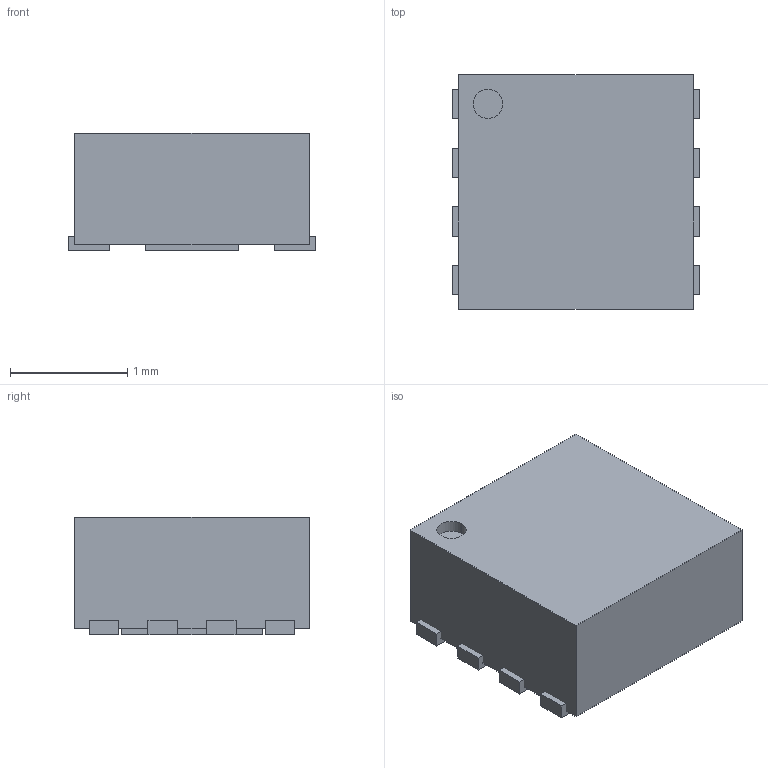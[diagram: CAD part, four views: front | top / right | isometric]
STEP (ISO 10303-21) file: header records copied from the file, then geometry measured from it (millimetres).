
FILE_DESCRIPTION (( 'STEP AP214' ), '1' );
FILE_NAME ('DFN-8 2x2mm.STEP', '2023-08-22T17:46:27', ( '' ), ( '' ), 'SwSTEP 2.0', 'SolidWorks 2021', '' );
FILE_SCHEMA (( 'AUTOMOTIVE_DESIGN' ));
Length unit declared in the file: millimetre
Products named in the file (1): DFN-8 2x2mm
Bounding box: 2.1 x 2 x 1 mm (x, y, z)
Volume: 4 mm3; surface area: 20.7 mm2
Topology: 10 solids, 10 shells, 63 faces, 126 edges, 84 vertices
Faces by surface type: plane 61, cylinder 2
Entity records: 2412 total; most frequent: CARTESIAN_POINT 274, DIRECTION 258, ORIENTED_EDGE 252, EDGE_CURVE 126, LINE 122, VECTOR 122, VERTEX_POINT 84, UNCERTAINTY_MEASURE_WITH_UNIT 75
